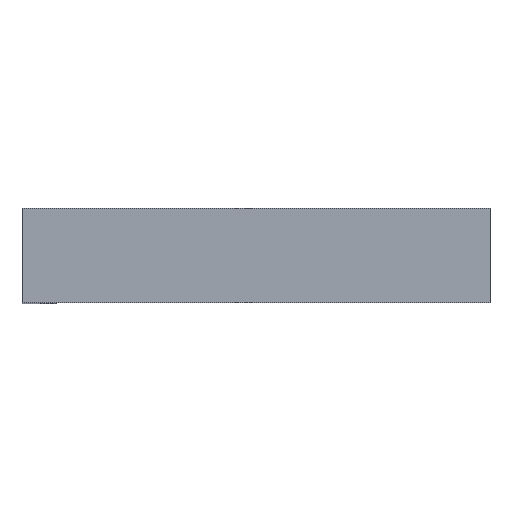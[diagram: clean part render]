
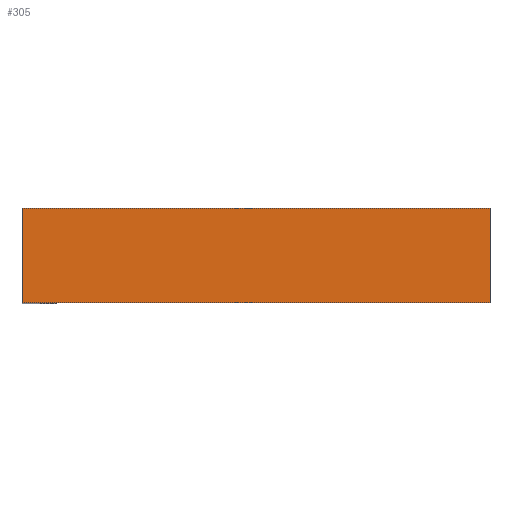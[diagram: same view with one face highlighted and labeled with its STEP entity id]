
A CAD part, top view. The second image highlights one B-rep face of the part: STEP entity #305.
In plain terms, the highlighted planar face has unit normal (0, 0, 1).
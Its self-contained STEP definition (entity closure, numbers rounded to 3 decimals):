
#2 = LINE ( 'NONE', #375, #33 ) ;
#17 = AXIS2_PLACEMENT_3D ( 'NONE', #74, #174, #303 ) ;
#29 = DIRECTION ( 'NONE',  ( 1., 0., 0. ) ) ;
#33 = VECTOR ( 'NONE', #279, 1000. ) ;
#35 = ORIENTED_EDGE ( 'NONE', *, *, #416, .F. ) ;
#71 = VERTEX_POINT ( 'NONE', #287 ) ;
#74 = CARTESIAN_POINT ( 'NONE',  ( 47.3, 9.525, 0. ) ) ;
#76 = VECTOR ( 'NONE', #29, 1000. ) ;
#78 = CARTESIAN_POINT ( 'NONE',  ( 0., 0., 0. ) ) ;
#108 = FACE_OUTER_BOUND ( 'NONE', #239, .T. ) ;
#116 = EDGE_CURVE ( 'NONE', #159, #71, #356, .T. ) ;
#131 = CARTESIAN_POINT ( 'NONE',  ( 0., 9.525, 0. ) ) ;
#142 = DIRECTION ( 'NONE',  ( 0., -1., 0. ) ) ;
#158 = DIRECTION ( 'NONE',  ( 1., 0., 0. ) ) ;
#159 = VERTEX_POINT ( 'NONE', #131 ) ;
#174 = DIRECTION ( 'NONE',  ( 0., 0., -1. ) ) ;
#183 = EDGE_CURVE ( 'NONE', #324, #439, #393, .T. ) ;
#196 = CARTESIAN_POINT ( 'NONE',  ( 47.3, 0., 0. ) ) ;
#208 = ORIENTED_EDGE ( 'NONE', *, *, #183, .T. ) ;
#223 = CARTESIAN_POINT ( 'NONE',  ( 47.3, 9.525, 0. ) ) ;
#239 = EDGE_LOOP ( 'NONE', ( #208, #35, #243, #437 ) ) ;
#243 = ORIENTED_EDGE ( 'NONE', *, *, #116, .F. ) ;
#251 = CARTESIAN_POINT ( 'NONE',  ( 0., 9.525, 0. ) ) ;
#279 = DIRECTION ( 'NONE',  ( 0., -1., 0. ) ) ;
#283 = VECTOR ( 'NONE', #142, 1000. ) ;
#287 = CARTESIAN_POINT ( 'NONE',  ( 47.3, 9.525, 0. ) ) ;
#303 = DIRECTION ( 'NONE',  ( -1., 0., 0. ) ) ;
#305 = ADVANCED_FACE ( 'NONE', ( #108 ), #341, .F. ) ;
#324 = VERTEX_POINT ( 'NONE', #78 ) ;
#329 = EDGE_CURVE ( 'NONE', #159, #324, #369, .T. ) ;
#341 = PLANE ( 'NONE',  #17 ) ;
#354 = VECTOR ( 'NONE', #158, 1000. ) ;
#356 = LINE ( 'NONE', #223, #354 ) ;
#369 = LINE ( 'NONE', #251, #283 ) ;
#375 = CARTESIAN_POINT ( 'NONE',  ( 47.3, 9.525, 0. ) ) ;
#386 = CARTESIAN_POINT ( 'NONE',  ( 47.3, 0., 0. ) ) ;
#393 = LINE ( 'NONE', #196, #76 ) ;
#416 = EDGE_CURVE ( 'NONE', #71, #439, #2, .T. ) ;
#437 = ORIENTED_EDGE ( 'NONE', *, *, #329, .T. ) ;
#439 = VERTEX_POINT ( 'NONE', #386 ) ;
